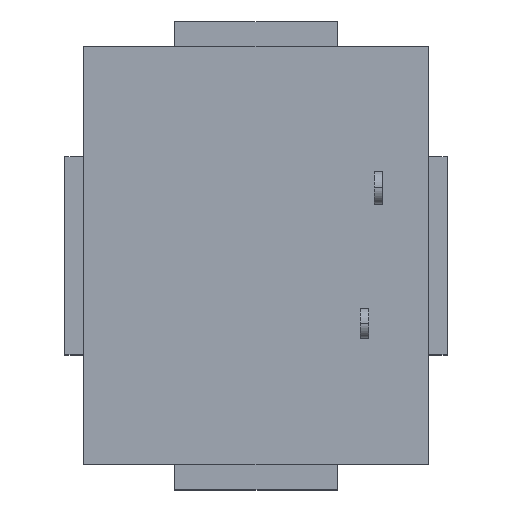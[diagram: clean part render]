
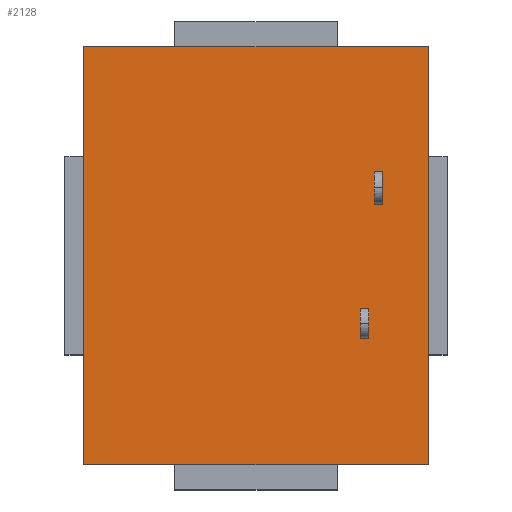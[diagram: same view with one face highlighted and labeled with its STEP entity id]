
A CAD part, top view. The second image highlights one B-rep face of the part: STEP entity #2128.
In plain terms, the highlighted planar face has unit normal (0, 0, 1).
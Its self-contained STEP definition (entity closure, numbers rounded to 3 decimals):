
#38 = AXIS2_PLACEMENT_3D ( 'NONE', #628, #629, #630 ) ;
#259 = CARTESIAN_POINT ( 'NONE',  ( 4.35, 3.1, 11.6 ) ) ;
#260 = DIRECTION ( 'NONE',  ( 0., -1., 0. ) ) ;
#261 = CARTESIAN_POINT ( 'NONE',  ( 4.65, 1.9, 11.6 ) ) ;
#262 = DIRECTION ( 'NONE',  ( 1., 0., 0. ) ) ;
#263 = CARTESIAN_POINT ( 'NONE',  ( 4.65, 3.1, 11.6 ) ) ;
#264 = DIRECTION ( 'NONE',  ( -1., 0., 0. ) ) ;
#265 = CARTESIAN_POINT ( 'NONE',  ( 6.35, 7.7, 11.6 ) ) ;
#266 = DIRECTION ( 'NONE',  ( 0., 1., 0. ) ) ;
#297 = CARTESIAN_POINT ( 'NONE',  ( 3.85, -1.95, 11.6 ) ) ;
#298 = DIRECTION ( 'NONE',  ( 0., -1., 0. ) ) ;
#299 = CARTESIAN_POINT ( 'NONE',  ( -6.35, -7.7, 11.6 ) ) ;
#300 = DIRECTION ( 'NONE',  ( 1., 0., 0. ) ) ;
#307 = CARTESIAN_POINT ( 'NONE',  ( 4.65, 3.1, 11.6 ) ) ;
#308 = DIRECTION ( 'NONE',  ( 0., 1., 0. ) ) ;
#309 = CARTESIAN_POINT ( 'NONE',  ( 4.15, -1.95, 11.6 ) ) ;
#310 = DIRECTION ( 'NONE',  ( 0., 1., 0. ) ) ;
#311 = CARTESIAN_POINT ( 'NONE',  ( 3.85, -1.95, 11.6 ) ) ;
#312 = DIRECTION ( 'NONE',  ( -1., 0., 0. ) ) ;
#323 = CARTESIAN_POINT ( 'NONE',  ( -6.35, 7.7, 11.6 ) ) ;
#324 = DIRECTION ( 'NONE',  ( -1., 0., 0. ) ) ;
#329 = CARTESIAN_POINT ( 'NONE',  ( -6.35, 7.7, 11.6 ) ) ;
#330 = DIRECTION ( 'NONE',  ( 0., -1., 0. ) ) ;
#335 = CARTESIAN_POINT ( 'NONE',  ( 3.85, -3.05, 11.6 ) ) ;
#336 = DIRECTION ( 'NONE',  ( 1., 0., 0. ) ) ;
#627 = PLANE ( 'NONE',  #38 ) ;
#628 = CARTESIAN_POINT ( 'NONE',  ( -6.35, -7.7, 11.6 ) ) ;
#629 = DIRECTION ( 'NONE',  ( 0., 0., 1. ) ) ;
#630 = DIRECTION ( 'NONE',  ( 1., 0., 0. ) ) ;
#1013 = CARTESIAN_POINT ( 'NONE',  ( 6.35, -7.7, 11.6 ) ) ;
#1023 = CARTESIAN_POINT ( 'NONE',  ( 6.35, 7.7, 11.6 ) ) ;
#1024 = CARTESIAN_POINT ( 'NONE',  ( -6.35, 7.7, 11.6 ) ) ;
#1042 = CARTESIAN_POINT ( 'NONE',  ( 3.85, -3.05, 11.6 ) ) ;
#1043 = CARTESIAN_POINT ( 'NONE',  ( 4.15, -3.05, 11.6 ) ) ;
#1044 = CARTESIAN_POINT ( 'NONE',  ( 3.85, -1.95, 11.6 ) ) ;
#1045 = CARTESIAN_POINT ( 'NONE',  ( 4.15, -1.95, 11.6 ) ) ;
#1053 = CARTESIAN_POINT ( 'NONE',  ( -6.35, -7.7, 11.6 ) ) ;
#1054 = CARTESIAN_POINT ( 'NONE',  ( 4.65, 3.1, 11.6 ) ) ;
#1055 = CARTESIAN_POINT ( 'NONE',  ( 4.35, 3.1, 11.6 ) ) ;
#1056 = CARTESIAN_POINT ( 'NONE',  ( 4.65, 1.9, 11.6 ) ) ;
#1057 = CARTESIAN_POINT ( 'NONE',  ( 4.35, 1.9, 11.6 ) ) ;
#1398 = ORIENTED_EDGE ( 'NONE', *, *, #1958, .F. ) ;
#1399 = ORIENTED_EDGE ( 'NONE', *, *, #1992, .T. ) ;
#1400 = ORIENTED_EDGE ( 'NONE', *, *, #1995, .F. ) ;
#1407 = ORIENTED_EDGE ( 'NONE', *, *, #1989, .T. ) ;
#1423 = ORIENTED_EDGE ( 'NONE', *, *, #1981, .F. ) ;
#1430 = ORIENTED_EDGE ( 'NONE', *, *, #1975, .T. ) ;
#1447 = ORIENTED_EDGE ( 'NONE', *, *, #1974, .F. ) ;
#1455 = ORIENTED_EDGE ( 'NONE', *, *, #1960, .T. ) ;
#1485 = ORIENTED_EDGE ( 'NONE', *, *, #1957, .F. ) ;
#1492 = ORIENTED_EDGE ( 'NONE', *, *, #1982, .F. ) ;
#1495 = ORIENTED_EDGE ( 'NONE', *, *, #1959, .F. ) ;
#1498 = ORIENTED_EDGE ( 'NONE', *, *, #1983, .F. ) ;
#1801 = VECTOR ( 'NONE', #260, 1000. ) ;
#1807 = VECTOR ( 'NONE', #266, 1000. ) ;
#1809 = VECTOR ( 'NONE', #264, 1000. ) ;
#1812 = VECTOR ( 'NONE', #262, 1000. ) ;
#1924 = VECTOR ( 'NONE', #300, 1000. ) ;
#1926 = VECTOR ( 'NONE', #298, 1000. ) ;
#1933 = VECTOR ( 'NONE', #324, 1000. ) ;
#1942 = VECTOR ( 'NONE', #330, 1000. ) ;
#1943 = VECTOR ( 'NONE', #312, 1000. ) ;
#1944 = VECTOR ( 'NONE', #310, 1000. ) ;
#1945 = VECTOR ( 'NONE', #336, 1000. ) ;
#1947 = VECTOR ( 'NONE', #308, 1000. ) ;
#1957 = EDGE_CURVE ( 'NONE', #2381, #2383, #2698, .T. ) ;
#1958 = EDGE_CURVE ( 'NONE', #2383, #2382, #2699, .T. ) ;
#1959 = EDGE_CURVE ( 'NONE', #2380, #2381, #2700, .T. ) ;
#1960 = EDGE_CURVE ( 'NONE', #2339, #2349, #2701, .T. ) ;
#1974 = EDGE_CURVE ( 'NONE', #2370, #2368, #2715, .T. ) ;
#1975 = EDGE_CURVE ( 'NONE', #2379, #2339, #2716, .T. ) ;
#1981 = EDGE_CURVE ( 'NONE', #2382, #2380, #2720, .T. ) ;
#1982 = EDGE_CURVE ( 'NONE', #2369, #2371, #2721, .T. ) ;
#1983 = EDGE_CURVE ( 'NONE', #2371, #2370, #2722, .T. ) ;
#1989 = EDGE_CURVE ( 'NONE', #2349, #2350, #2728, .T. ) ;
#1992 = EDGE_CURVE ( 'NONE', #2350, #2379, #2731, .T. ) ;
#1995 = EDGE_CURVE ( 'NONE', #2368, #2369, #2734, .T. ) ;
#2128 = ADVANCED_FACE ( 'NONE', ( #2867, #2868, #2869 ), #627, .T. ) ;
#2268 = EDGE_LOOP ( 'NONE', ( #1495, #1423, #1398, #1485 ) ) ;
#2301 = EDGE_LOOP ( 'NONE', ( #1399, #1430, #1455, #1407 ) ) ;
#2303 = EDGE_LOOP ( 'NONE', ( #1400, #1447, #1498, #1492 ) ) ;
#2339 = VERTEX_POINT ( 'NONE', #1013 ) ;
#2349 = VERTEX_POINT ( 'NONE', #1023 ) ;
#2350 = VERTEX_POINT ( 'NONE', #1024 ) ;
#2368 = VERTEX_POINT ( 'NONE', #1042 ) ;
#2369 = VERTEX_POINT ( 'NONE', #1043 ) ;
#2370 = VERTEX_POINT ( 'NONE', #1044 ) ;
#2371 = VERTEX_POINT ( 'NONE', #1045 ) ;
#2379 = VERTEX_POINT ( 'NONE', #1053 ) ;
#2380 = VERTEX_POINT ( 'NONE', #1054 ) ;
#2381 = VERTEX_POINT ( 'NONE', #1055 ) ;
#2382 = VERTEX_POINT ( 'NONE', #1056 ) ;
#2383 = VERTEX_POINT ( 'NONE', #1057 ) ;
#2698 = LINE ( 'NONE', #259, #1801 ) ;
#2699 = LINE ( 'NONE', #261, #1812 ) ;
#2700 = LINE ( 'NONE', #263, #1809 ) ;
#2701 = LINE ( 'NONE', #265, #1807 ) ;
#2715 = LINE ( 'NONE', #297, #1926 ) ;
#2716 = LINE ( 'NONE', #299, #1924 ) ;
#2720 = LINE ( 'NONE', #307, #1947 ) ;
#2721 = LINE ( 'NONE', #309, #1944 ) ;
#2722 = LINE ( 'NONE', #311, #1943 ) ;
#2728 = LINE ( 'NONE', #323, #1933 ) ;
#2731 = LINE ( 'NONE', #329, #1942 ) ;
#2734 = LINE ( 'NONE', #335, #1945 ) ;
#2867 = FACE_BOUND ( 'NONE', #2303, .T. ) ;
#2868 = FACE_OUTER_BOUND ( 'NONE', #2301, .T. ) ;
#2869 = FACE_BOUND ( 'NONE', #2268, .T. ) ;
